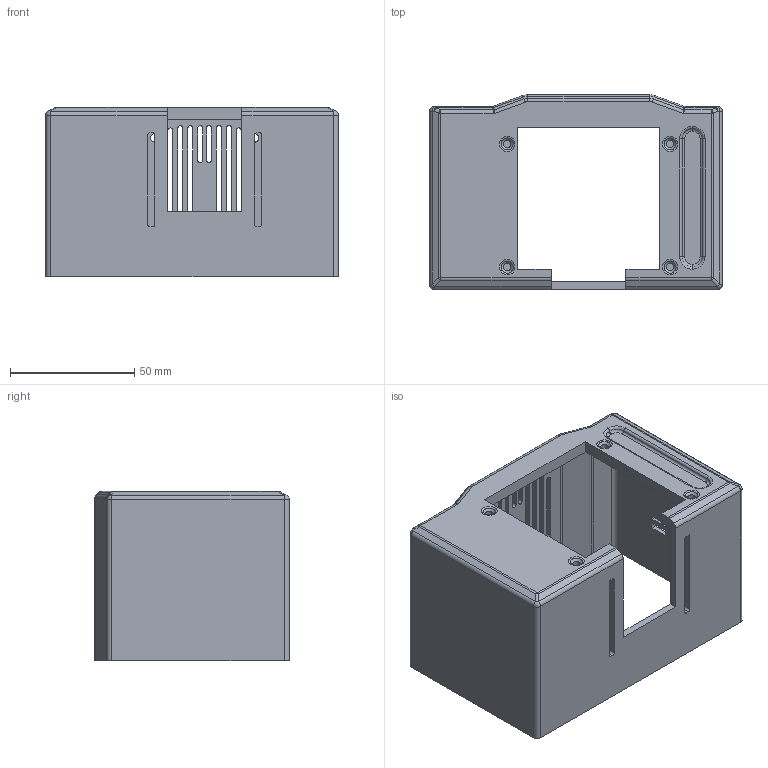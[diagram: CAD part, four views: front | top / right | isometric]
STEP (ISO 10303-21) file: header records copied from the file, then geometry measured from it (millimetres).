
FILE_DESCRIPTION(/* description */ (''),/* implementation_level */ '2;1');
FILE_NAME(/* name */ 'Simple3DPrintEnclosure01.stp',/* time_stamp */ '2015-10-09T14:04:15+02:00',/* author */ ('spichelh'),/* organization */ (''),/* preprocessor_version */ 'ST-DEVELOPER v15.6',/* originating_system */ 'Autodesk Inventor 2015',/* authorisation */ '');
FILE_SCHEMA (('AUTOMOTIVE_DESIGN { 1 0 10303 214 3 1 1 }'));
Length unit declared in the file: millimetre
Products named in the file (1): Simple3DPrintEnclosure01
Bounding box: 117.76 x 78.15 x 68 mm (x, y, z)
Volume: 86200.2 mm3; surface area: 58675.5 mm2
Topology: 1 solids, 1 shells, 250 faces, 653 edges, 408 vertices
Faces by surface type: plane 108, cylinder 102, torus 16, cone 10, sphere 10, bspline 4
Full cylindrical faces by diameter (mm): 3 x4, 3.5 x4
Entity records: 7693 total; most frequent: DIRECTION 1359, CARTESIAN_POINT 1350, ORIENTED_EDGE 1262, EDGE_CURVE 631, AXIS2_PLACEMENT_3D 481, VERTEX_POINT 408, LINE 397, VECTOR 397
